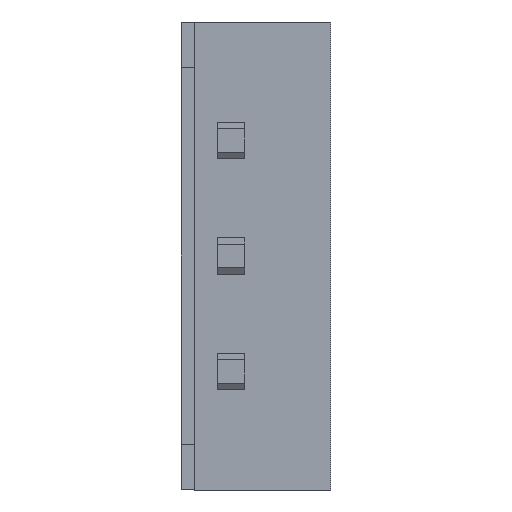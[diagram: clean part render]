
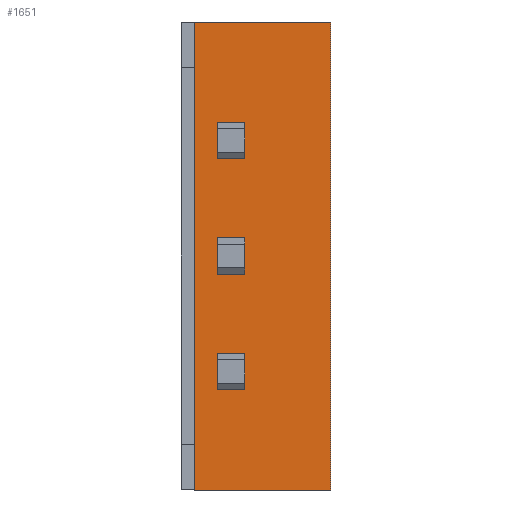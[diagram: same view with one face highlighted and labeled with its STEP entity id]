
A CAD part, front view. The second image highlights one B-rep face of the part: STEP entity #1651.
In plain terms, the highlighted planar face has unit normal (0, -1, 0).
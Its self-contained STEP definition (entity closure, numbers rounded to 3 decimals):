
#59=FACE_BOUND('',#145,.T.);
#60=FACE_BOUND('',#146,.T.);
#61=FACE_BOUND('',#147,.T.);
#76=FACE_OUTER_BOUND('',#144,.T.);
#144=EDGE_LOOP('',(#1059,#1060,#1061,#1062,#1063,#1064,#1065,#1066));
#145=EDGE_LOOP('',(#1067,#1068,#1069,#1070));
#146=EDGE_LOOP('',(#1071,#1072,#1073,#1074));
#147=EDGE_LOOP('',(#1075,#1076,#1077,#1078));
#233=LINE('',#2193,#432);
#236=LINE('',#2199,#435);
#237=LINE('',#2201,#436);
#238=LINE('',#2203,#437);
#239=LINE('',#2205,#438);
#240=LINE('',#2207,#439);
#241=LINE('',#2209,#440);
#242=LINE('',#2210,#441);
#243=LINE('',#2213,#442);
#244=LINE('',#2215,#443);
#245=LINE('',#2217,#444);
#246=LINE('',#2218,#445);
#247=LINE('',#2221,#446);
#248=LINE('',#2223,#447);
#249=LINE('',#2225,#448);
#250=LINE('',#2226,#449);
#251=LINE('',#2229,#450);
#252=LINE('',#2231,#451);
#253=LINE('',#2233,#452);
#254=LINE('',#2234,#453);
#432=VECTOR('',#1825,0.01);
#435=VECTOR('',#1830,10.28);
#436=VECTOR('',#1831,0.01);
#437=VECTOR('',#1832,3.);
#438=VECTOR('',#1833,10.3);
#439=VECTOR('',#1834,3.);
#440=VECTOR('',#1835,0.01);
#441=VECTOR('',#1836,0.01);
#442=VECTOR('',#1837,0.6);
#443=VECTOR('',#1838,0.8);
#444=VECTOR('',#1839,0.6);
#445=VECTOR('',#1840,0.8);
#446=VECTOR('',#1841,0.6);
#447=VECTOR('',#1842,0.8);
#448=VECTOR('',#1843,0.6);
#449=VECTOR('',#1844,0.8);
#450=VECTOR('',#1845,0.6);
#451=VECTOR('',#1846,0.8);
#452=VECTOR('',#1847,0.6);
#453=VECTOR('',#1848,0.8);
#631=VERTEX_POINT('',#2190);
#632=VERTEX_POINT('',#2192);
#634=VERTEX_POINT('',#2198);
#635=VERTEX_POINT('',#2200);
#636=VERTEX_POINT('',#2202);
#637=VERTEX_POINT('',#2204);
#638=VERTEX_POINT('',#2206);
#639=VERTEX_POINT('',#2208);
#640=VERTEX_POINT('',#2211);
#641=VERTEX_POINT('',#2212);
#642=VERTEX_POINT('',#2214);
#643=VERTEX_POINT('',#2216);
#644=VERTEX_POINT('',#2219);
#645=VERTEX_POINT('',#2220);
#646=VERTEX_POINT('',#2222);
#647=VERTEX_POINT('',#2224);
#648=VERTEX_POINT('',#2227);
#649=VERTEX_POINT('',#2228);
#650=VERTEX_POINT('',#2230);
#651=VERTEX_POINT('',#2232);
#817=EDGE_CURVE('',#631,#632,#233,.T.);
#820=EDGE_CURVE('',#632,#634,#236,.T.);
#821=EDGE_CURVE('',#635,#631,#237,.T.);
#822=EDGE_CURVE('',#636,#635,#238,.T.);
#823=EDGE_CURVE('',#637,#636,#239,.T.);
#824=EDGE_CURVE('',#638,#637,#240,.T.);
#825=EDGE_CURVE('',#638,#639,#241,.T.);
#826=EDGE_CURVE('',#639,#634,#242,.T.);
#827=EDGE_CURVE('',#640,#641,#243,.T.);
#828=EDGE_CURVE('',#641,#642,#244,.T.);
#829=EDGE_CURVE('',#643,#642,#245,.T.);
#830=EDGE_CURVE('',#640,#643,#246,.T.);
#831=EDGE_CURVE('',#644,#645,#247,.T.);
#832=EDGE_CURVE('',#645,#646,#248,.T.);
#833=EDGE_CURVE('',#647,#646,#249,.T.);
#834=EDGE_CURVE('',#644,#647,#250,.T.);
#835=EDGE_CURVE('',#648,#649,#251,.T.);
#836=EDGE_CURVE('',#649,#650,#252,.T.);
#837=EDGE_CURVE('',#651,#650,#253,.T.);
#838=EDGE_CURVE('',#648,#651,#254,.T.);
#1059=ORIENTED_EDGE('',*,*,#820,.F.);
#1060=ORIENTED_EDGE('',*,*,#817,.F.);
#1061=ORIENTED_EDGE('',*,*,#821,.F.);
#1062=ORIENTED_EDGE('',*,*,#822,.F.);
#1063=ORIENTED_EDGE('',*,*,#823,.F.);
#1064=ORIENTED_EDGE('',*,*,#824,.F.);
#1065=ORIENTED_EDGE('',*,*,#825,.T.);
#1066=ORIENTED_EDGE('',*,*,#826,.T.);
#1067=ORIENTED_EDGE('',*,*,#827,.T.);
#1068=ORIENTED_EDGE('',*,*,#828,.T.);
#1069=ORIENTED_EDGE('',*,*,#829,.F.);
#1070=ORIENTED_EDGE('',*,*,#830,.F.);
#1071=ORIENTED_EDGE('',*,*,#831,.T.);
#1072=ORIENTED_EDGE('',*,*,#832,.T.);
#1073=ORIENTED_EDGE('',*,*,#833,.F.);
#1074=ORIENTED_EDGE('',*,*,#834,.F.);
#1075=ORIENTED_EDGE('',*,*,#835,.T.);
#1076=ORIENTED_EDGE('',*,*,#836,.T.);
#1077=ORIENTED_EDGE('',*,*,#837,.F.);
#1078=ORIENTED_EDGE('',*,*,#838,.F.);
#1528=PLANE('',#1733);
#1651=ADVANCED_FACE('',(#76,#59,#60,#61),#1528,.F.);
#1733=AXIS2_PLACEMENT_3D('',#2197,#1828,#1829);
#1825=DIRECTION('',(-1.,0.,0.));
#1828=DIRECTION('center_axis',(0.,1.,0.));
#1829=DIRECTION('ref_axis',(0.,0.,1.));
#1830=DIRECTION('',(0.,0.,1.));
#1831=DIRECTION('',(0.,0.,1.));
#1832=DIRECTION('',(-1.,0.,0.));
#1833=DIRECTION('',(0.,0.,-1.));
#1834=DIRECTION('',(1.,0.,0.));
#1835=DIRECTION('',(0.,0.,-1.));
#1836=DIRECTION('',(-1.,0.,0.));
#1837=DIRECTION('',(-1.,0.,0.));
#1838=DIRECTION('',(0.,0.,1.));
#1839=DIRECTION('',(-1.,0.,0.));
#1840=DIRECTION('',(0.,0.,1.));
#1841=DIRECTION('',(-1.,0.,0.));
#1842=DIRECTION('',(0.,0.,1.));
#1843=DIRECTION('',(-1.,0.,0.));
#1844=DIRECTION('',(0.,0.,1.));
#1845=DIRECTION('',(-1.,0.,0.));
#1846=DIRECTION('',(0.,0.,1.));
#1847=DIRECTION('',(-1.,0.,0.));
#1848=DIRECTION('',(0.,0.,1.));
#2190=CARTESIAN_POINT('',(0.3,-7.6,-5.14));
#2192=CARTESIAN_POINT('',(0.29,-7.6,-5.14));
#2193=CARTESIAN_POINT('',(0.3,-7.6,-5.14));
#2197=CARTESIAN_POINT('Origin',(0.3,-7.6,5.14));
#2198=CARTESIAN_POINT('',(0.29,-7.6,5.14));
#2199=CARTESIAN_POINT('',(0.29,-7.6,-5.14));
#2200=CARTESIAN_POINT('',(0.3,-7.6,-5.15));
#2201=CARTESIAN_POINT('',(0.3,-7.6,-5.15));
#2202=CARTESIAN_POINT('',(3.3,-7.6,-5.15));
#2203=CARTESIAN_POINT('',(3.3,-7.6,-5.15));
#2204=CARTESIAN_POINT('',(3.3,-7.6,5.15));
#2205=CARTESIAN_POINT('',(3.3,-7.6,5.15));
#2206=CARTESIAN_POINT('',(0.3,-7.6,5.15));
#2207=CARTESIAN_POINT('',(0.3,-7.6,5.15));
#2208=CARTESIAN_POINT('',(0.3,-7.6,5.14));
#2209=CARTESIAN_POINT('',(0.3,-7.6,5.15));
#2210=CARTESIAN_POINT('',(0.3,-7.6,5.14));
#2211=CARTESIAN_POINT('',(1.405,-7.6,-2.94));
#2212=CARTESIAN_POINT('',(0.805,-7.6,-2.94));
#2213=CARTESIAN_POINT('',(1.405,-7.6,-2.94));
#2214=CARTESIAN_POINT('',(0.805,-7.6,-2.14));
#2215=CARTESIAN_POINT('',(0.805,-7.6,-2.94));
#2216=CARTESIAN_POINT('',(1.405,-7.6,-2.14));
#2217=CARTESIAN_POINT('',(1.405,-7.6,-2.14));
#2218=CARTESIAN_POINT('',(1.405,-7.6,-2.94));
#2219=CARTESIAN_POINT('',(1.405,-7.6,2.14));
#2220=CARTESIAN_POINT('',(0.805,-7.6,2.14));
#2221=CARTESIAN_POINT('',(1.405,-7.6,2.14));
#2222=CARTESIAN_POINT('',(0.805,-7.6,2.94));
#2223=CARTESIAN_POINT('',(0.805,-7.6,2.14));
#2224=CARTESIAN_POINT('',(1.405,-7.6,2.94));
#2225=CARTESIAN_POINT('',(1.405,-7.6,2.94));
#2226=CARTESIAN_POINT('',(1.405,-7.6,2.14));
#2227=CARTESIAN_POINT('',(1.405,-7.6,-0.4));
#2228=CARTESIAN_POINT('',(0.805,-7.6,-0.4));
#2229=CARTESIAN_POINT('',(1.405,-7.6,-0.4));
#2230=CARTESIAN_POINT('',(0.805,-7.6,0.4));
#2231=CARTESIAN_POINT('',(0.805,-7.6,-0.4));
#2232=CARTESIAN_POINT('',(1.405,-7.6,0.4));
#2233=CARTESIAN_POINT('',(1.405,-7.6,0.4));
#2234=CARTESIAN_POINT('',(1.405,-7.6,-0.4));
